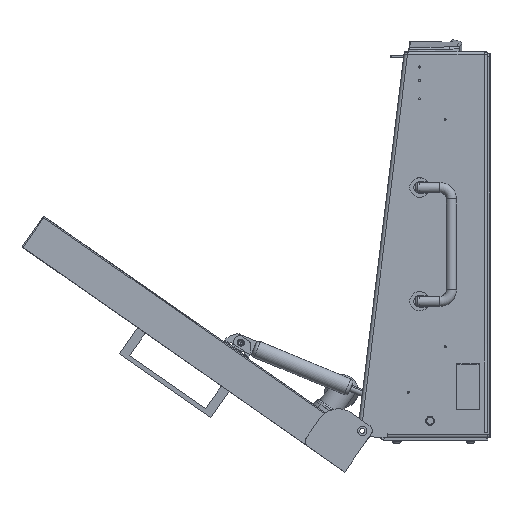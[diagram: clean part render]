
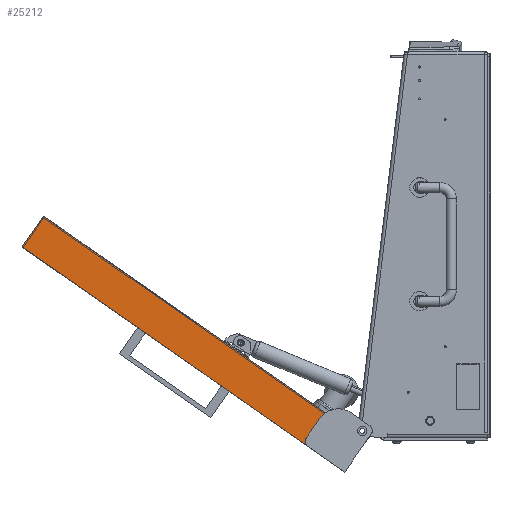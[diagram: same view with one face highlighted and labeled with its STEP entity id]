
A CAD part, left-side view. The second image highlights one B-rep face of the part: STEP entity #25212.
In plain terms, the highlighted planar face has unit normal (-1, 0, 0).
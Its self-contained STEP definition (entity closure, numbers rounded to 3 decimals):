
#217 = CARTESIAN_POINT ( 'NONE',  ( -232.5, 33., -173. ) ) ;
#331 = LINE ( 'NONE', #61877, #43703 ) ;
#568 = CARTESIAN_POINT ( 'NONE',  ( -232.5, 28., -133. ) ) ;
#1966 = DIRECTION ( 'NONE',  ( 0., 1., 0. ) ) ;
#5076 = PLANE ( 'NONE',  #35006 ) ;
#5254 = AXIS2_PLACEMENT_3D ( 'NONE', #568, #50613, #55833 ) ;
#5342 = LINE ( 'NONE', #11256, #13275 ) ;
#6780 = VERTEX_POINT ( 'NONE', #71765 ) ;
#7273 = CARTESIAN_POINT ( 'NONE',  ( -232.5, 0., 173. ) ) ;
#8021 = VERTEX_POINT ( 'NONE', #19880 ) ;
#8396 = ORIENTED_EDGE ( 'NONE', *, *, #62580, .T. ) ;
#8637 = CIRCLE ( 'NONE', #29862, 20. ) ;
#11256 = CARTESIAN_POINT ( 'NONE',  ( -232.5, 33., -173. ) ) ;
#11712 = ORIENTED_EDGE ( 'NONE', *, *, #46048, .F. ) ;
#13275 = VECTOR ( 'NONE', #27548, 1000. ) ;
#16829 = VECTOR ( 'NONE', #18972, 1000. ) ;
#17135 = ORIENTED_EDGE ( 'NONE', *, *, #72498, .F. ) ;
#17230 = ORIENTED_EDGE ( 'NONE', *, *, #52257, .F. ) ;
#18972 = DIRECTION ( 'NONE',  ( 0., 0., 1. ) ) ;
#19531 = EDGE_LOOP ( 'NONE', ( #17230, #11712, #42293, #48905, #17135, #8396 ) ) ;
#19880 = CARTESIAN_POINT ( 'NONE',  ( -232.5, 33., -133. ) ) ;
#21747 = VECTOR ( 'NONE', #1966, 1000. ) ;
#24527 = CARTESIAN_POINT ( 'NONE',  ( -232.5, 0., -173. ) ) ;
#24918 = CARTESIAN_POINT ( 'NONE',  ( -232.5, 7., -128. ) ) ;
#25212 = ADVANCED_FACE ( 'NONE', ( #73262 ), #5076, .F. ) ;
#27548 = DIRECTION ( 'NONE',  ( 0., 0., 1. ) ) ;
#29862 = AXIS2_PLACEMENT_3D ( 'NONE', #57797, #39628, #62250 ) ;
#32508 = CIRCLE ( 'NONE', #5254, 5. ) ;
#35006 = AXIS2_PLACEMENT_3D ( 'NONE', #217, #38800, #44735 ) ;
#38800 = DIRECTION ( 'NONE',  ( 1., 0., 0. ) ) ;
#39193 = VERTEX_POINT ( 'NONE', #44577 ) ;
#39628 = DIRECTION ( 'NONE',  ( -1., 0., 0. ) ) ;
#41637 = VERTEX_POINT ( 'NONE', #7273 ) ;
#42293 = ORIENTED_EDGE ( 'NONE', *, *, #51098, .T. ) ;
#43703 = VECTOR ( 'NONE', #57438, 1000. ) ;
#44577 = CARTESIAN_POINT ( 'NONE',  ( -232.5, 28., -128. ) ) ;
#44735 = DIRECTION ( 'NONE',  ( 0., 0., -1. ) ) ;
#44946 = VERTEX_POINT ( 'NONE', #55148 ) ;
#46048 = EDGE_CURVE ( 'NONE', #6780, #56422, #8637, .T. ) ;
#47519 = CARTESIAN_POINT ( 'NONE',  ( -232.5, 33., -128. ) ) ;
#48905 = ORIENTED_EDGE ( 'NONE', *, *, #59506, .F. ) ;
#50613 = DIRECTION ( 'NONE',  ( 1., 0., 0. ) ) ;
#51098 = EDGE_CURVE ( 'NONE', #6780, #41637, #52752, .T. ) ;
#52257 = EDGE_CURVE ( 'NONE', #56422, #39193, #64227, .T. ) ;
#52752 = LINE ( 'NONE', #24527, #16829 ) ;
#55148 = CARTESIAN_POINT ( 'NONE',  ( -232.5, 33., 173. ) ) ;
#55833 = DIRECTION ( 'NONE',  ( 0., 0., -1. ) ) ;
#56422 = VERTEX_POINT ( 'NONE', #24918 ) ;
#57438 = DIRECTION ( 'NONE',  ( 0., -1., 0. ) ) ;
#57797 = CARTESIAN_POINT ( 'NONE',  ( -232.5, 7., -148. ) ) ;
#59506 = EDGE_CURVE ( 'NONE', #44946, #41637, #331, .T. ) ;
#61877 = CARTESIAN_POINT ( 'NONE',  ( -232.5, 33., 173. ) ) ;
#62250 = DIRECTION ( 'NONE',  ( 0., 0., -1. ) ) ;
#62580 = EDGE_CURVE ( 'NONE', #8021, #39193, #32508, .T. ) ;
#64227 = LINE ( 'NONE', #47519, #21747 ) ;
#71765 = CARTESIAN_POINT ( 'NONE',  ( -232.5, 0., -129.265 ) ) ;
#72498 = EDGE_CURVE ( 'NONE', #8021, #44946, #5342, .T. ) ;
#73262 = FACE_OUTER_BOUND ( 'NONE', #19531, .T. ) ;
